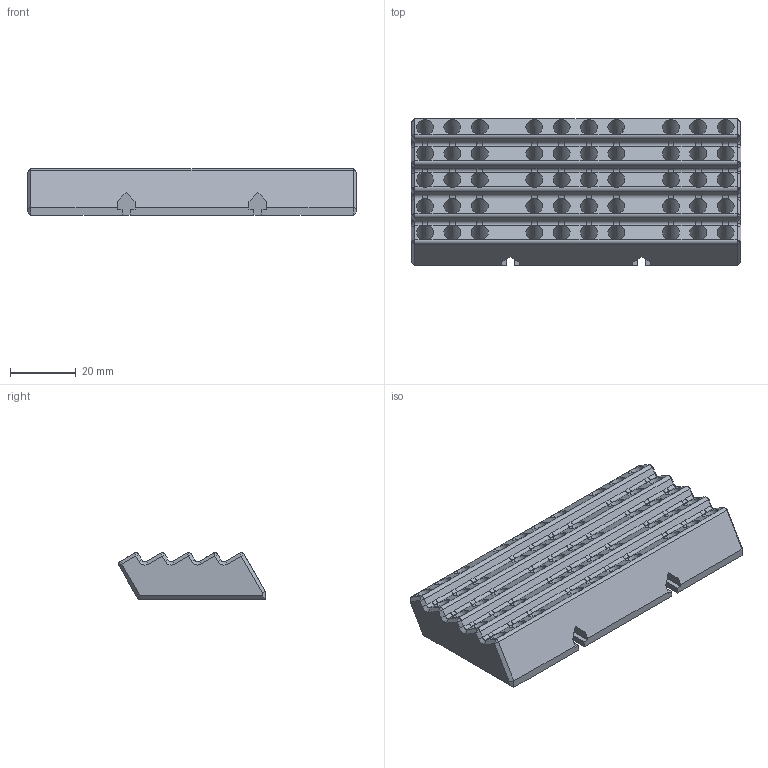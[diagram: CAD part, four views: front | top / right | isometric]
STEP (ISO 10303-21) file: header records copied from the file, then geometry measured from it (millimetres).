
FILE_DESCRIPTION (( 'STEP AP203' ), '1' );
FILE_NAME ('衢芛殤.S', '2024-04-10T09:46:34', ( '' ), ( '' ), 'SwSTEP 2.0', 'SolidWorks 2022', '' );
FILE_SCHEMA (( 'CONFIG_CONTROL_DESIGN' ));
Length unit declared in the file: millimetre
Products named in the file (1): 劈头架·_ü_¤_¨1
Bounding box: 100 x 44.63 x 14.1 mm (x, y, z)
Volume: 36013.4 mm3; surface area: 23338.2 mm2
Topology: 1 solids, 1 shells, 388 faces, 1022 edges, 621 vertices
Faces by surface type: plane 169, cylinder 150, bspline 40, cone 29
Entity records: 12631 total; most frequent: CARTESIAN_POINT 3267, ORIENTED_EDGE 2010, DIRECTION 1940, EDGE_CURVE 1005, AXIS2_PLACEMENT_3D 750, VERTEX_POINT 621, LINE 440, VECTOR 440
